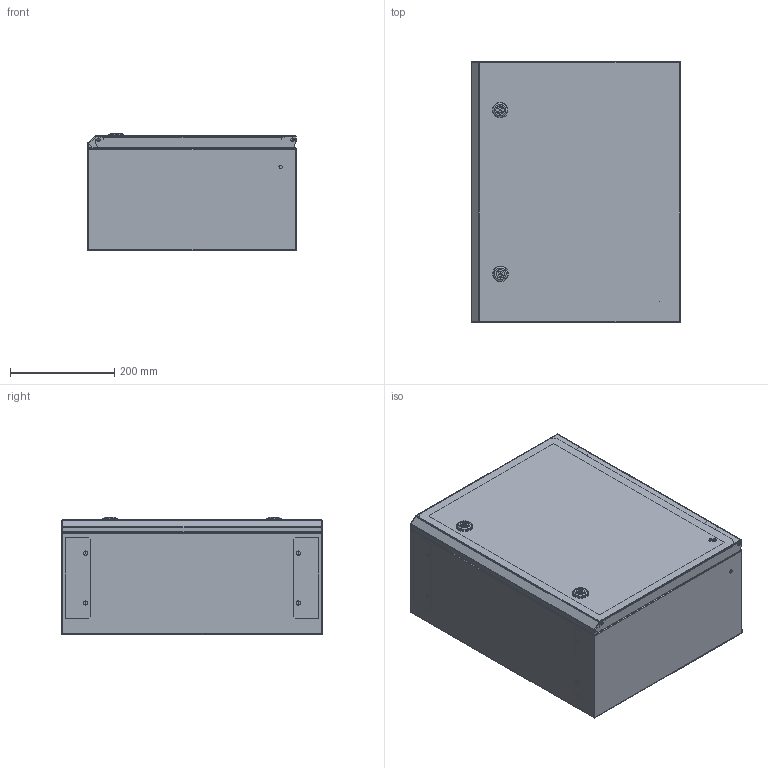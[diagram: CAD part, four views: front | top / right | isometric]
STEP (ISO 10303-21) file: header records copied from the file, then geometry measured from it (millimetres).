
FILE_DESCRIPTION (( 'STEP AP214' ), '1' );
FILE_NAME ('ﾌﾈ-2998 ﾙﾐﾍ KRATOS 50.40.22 IP66 PROXIMA EKF.STEP', '2024-08-09T11:52:39', ( '' ), ( '' ), 'SwSTEP 2.0', 'SolidWorks 2021', '' );
FILE_SCHEMA (( 'AUTOMOTIVE_DESIGN' ));
Length unit declared in the file: millimetre
Products named in the file (25): ÌÈ-2019.01.00.001 Ñòåíêà âåðõíÿÿ; ﾄ粢 ﾌﾈ-452.02.00.001; ÌÈ-2997.03.00.000 Êðîíøòåéí â ñáîðå_Œˆ-2997.03.002.000-01; rivet 02_din_DIN 660-5x8-St-A-2; ÌÈ-2998.00.00.001 Ôàëüøïàíåëü; ÌÈ-2998.01.00.001 Ñòåíêà çàäíÿÿ; Øïèëüêà Ì6õ12; ÌÈ-2997.03.00.000 Êðîíøòåéí â ñáîðå; Çàìîê áîëüøîé; hex flange nut_din_Hexagon Flange Nut DIN 6923 - M6 - N; pan head cross recess screw_din_DIN EN ISO 7045 - M6 x 16 - Z - 16N; ÓÊ íà äâåðü 452; Îñü ïåòëè 4õ52_‚¨­â A.M4x0,5x40 ƒŽ‘’ 11644-75; ﾌﾈ-2997.03.00.001 ﾊ煇鳫; Äâåðü â ñáîðå ÌÈ-452.02.00.000 ÑÁ; ﾌﾈ-2998 ﾙﾐﾍ KRATOS 50.40.22 IP66 PROXIMA EKF; Çàêëåïêà ãàå÷íàÿ Ì6; Íàâåñêà íà êîðïóñ ïîä êëåïêó; ÌÈ-2998.02.00.001 Íàïðàâëÿþùàÿ âåðòèêàëüíàÿ; Ãàéêà êóçîâíàÿ Ì6; DIN-ðåéêà ïåðô. 1ìì L=348ìì_L=260; ÌÈ-2998.02.00.000 Íàïðàâëÿþùàÿ â ñáîðå; ÌÈ-2998.01.00.000 Êîðïóñ â ñáîðå; Ïåòëÿ íà äâåðü ï-îáðàçíàÿ; ÌÈ-2019.01.00.001 Ñòåíêà âåðõíÿÿ_¡¥§ ä« ­æ  
Assembly tree (71 placements, depth 3):
  ﾌﾈ-2998 ﾙﾐﾍ KRATOS 50.40.22 IP66 PROXIMA EKF
    ÌÈ-2998.01.00.000 Êîðïóñ â ñáîðå
      ÌÈ-2998.01.00.001 Ñòåíêà çàäíÿÿ
      ÌÈ-2019.01.00.001 Ñòåíêà âåðõíÿÿ
      Øïèëüêà Ì6õ12  x8
      ÌÈ-2019.01.00.001 Ñòåíêà âåðõíÿÿ_¡¥§ ä« ­æ  
    Äâåðü â ñáîðå ÌÈ-452.02.00.000 ÑÁ
      ﾄ粢 ﾌﾈ-452.02.00.001
      Çàìîê áîëüøîé  x2
      ÓÊ íà äâåðü 452
      Ïåòëÿ íà äâåðü ï-îáðàçíàÿ  x2
      Øïèëüêà Ì6õ12
    hex flange nut_din_Hexagon Flange Nut DIN 6923 - M6 - N  x9
    Íàâåñêà íà êîðïóñ ïîä êëåïêó  x2
    rivet 02_din_DIN 660-5x8-St-A-2  x4
    Îñü ïåòëè 4õ52_‚¨­â A.M4x0,5x40 ƒŽ‘’ 11644-75  x2
    ÌÈ-2997.03.00.000 Êðîíøòåéí â ñáîðå_Œˆ-2997.03.002.000-01  x2
      ﾌﾈ-2997.03.00.001 ﾊ煇鳫
      Ãàéêà êóçîâíàÿ Ì6
    ÌÈ-2997.03.00.000 Êðîíøòåéí â ñáîðå  x2
      ﾌﾈ-2997.03.00.001 ﾊ煇鳫
      Ãàéêà êóçîâíàÿ Ì6
    ÌÈ-2998.02.00.000 Íàïðàâëÿþùàÿ â ñáîðå  x2
      ÌÈ-2998.02.00.001 Íàïðàâëÿþùàÿ âåðòèêàëüíàÿ
      Çàêëåïêà ãàå÷íàÿ Ì6
    pan head cross recess screw_din_DIN EN ISO 7045 - M6 x 16 - Z - 16N  x14
    DIN-ðåéêà ïåðô. 1ìì L=348ìì_L=260  x3
    ÌÈ-2998.00.00.001 Ôàëüøïàíåëü
Bounding box: 400 x 500.1 x 225.54 mm (x, y, z)
Volume: 1371599.7 mm3; surface area: 2403724 mm2
Topology: 73 solids, 83 shells, 2732 faces, 6662 edges, 4122 vertices
Faces by surface type: plane 1456, cylinder 776, cone 262, torus 126, bspline 84, sphere 28
Entity records: 31553 total; most frequent: CARTESIAN_POINT 7076, DIRECTION 4650, ORIENTED_EDGE 4454, EDGE_CURVE 2227, AXIS2_PLACEMENT_3D 1602, VECTOR 1446, LINE 1446, VERTEX_POINT 1368
